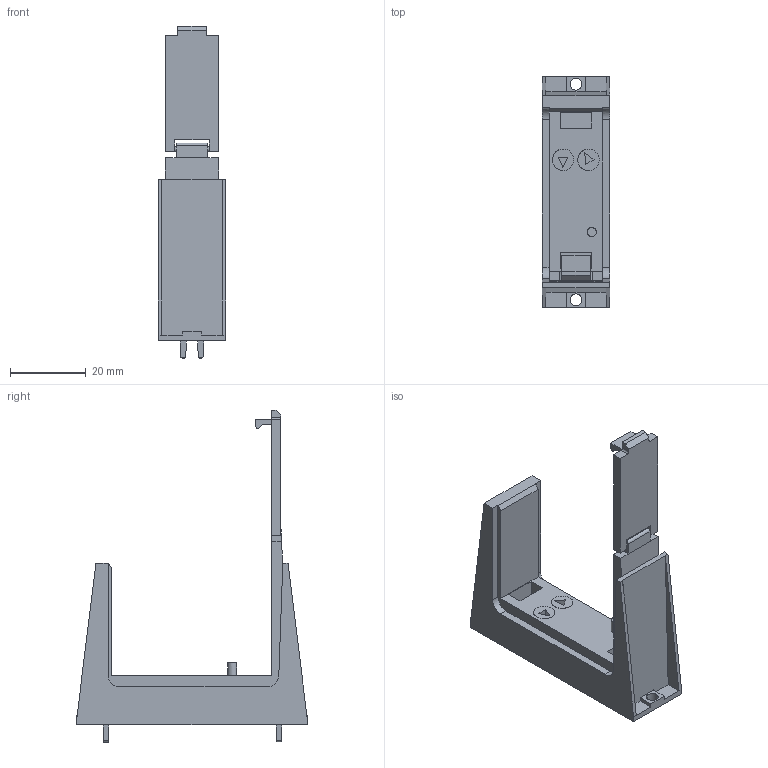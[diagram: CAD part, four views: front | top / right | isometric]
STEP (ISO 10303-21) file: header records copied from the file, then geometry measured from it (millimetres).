
FILE_DESCRIPTION(('CATIA V5 STEP Exchange','CAx-IF Rec.Pracs.--- Model Styling and Organization---1.5--- 2016-08-15','CAx-IF Rec.Pracs.---Supplemental Geometry---1.0---2011-11-01','CAx-IF Rec.Pracs.--- Composite Materials ---1.1---2010-07-15'),'2;1');
FILE_NAME ('D1477038_0', '2025-09-23T06:48:02+00:00', ('none'), ('Weidmueller'), 'CATIA Version 5-6 Release 2024 SP4', 'CATIA V5 STEP AP214 v3', 'none');
FILE_SCHEMA(('AUTOMOTIVE_DESIGN { 1 0 10303 214 1 1 1 1 }'));
Length unit declared in the file: millimetre
Products named in the file (1): S3D_VPCB_PV_I-II_1000
Bounding box: 17.9 x 60.8 x 87.5 mm (x, y, z)
Volume: 17489.3 mm3; surface area: 10363.9 mm2
Topology: 9 solids, 10 shells, 174 faces, 494 edges, 343 vertices
Faces by surface type: plane 126, cylinder 46, bspline 1, torus 1
Entity records: 5922 total; most frequent: CARTESIAN_POINT 1586, ORIENTED_EDGE 980, DIRECTION 709, EDGE_CURVE 490, VECTOR 385, LINE 385, VERTEX_POINT 341, EDGE_LOOP 187
